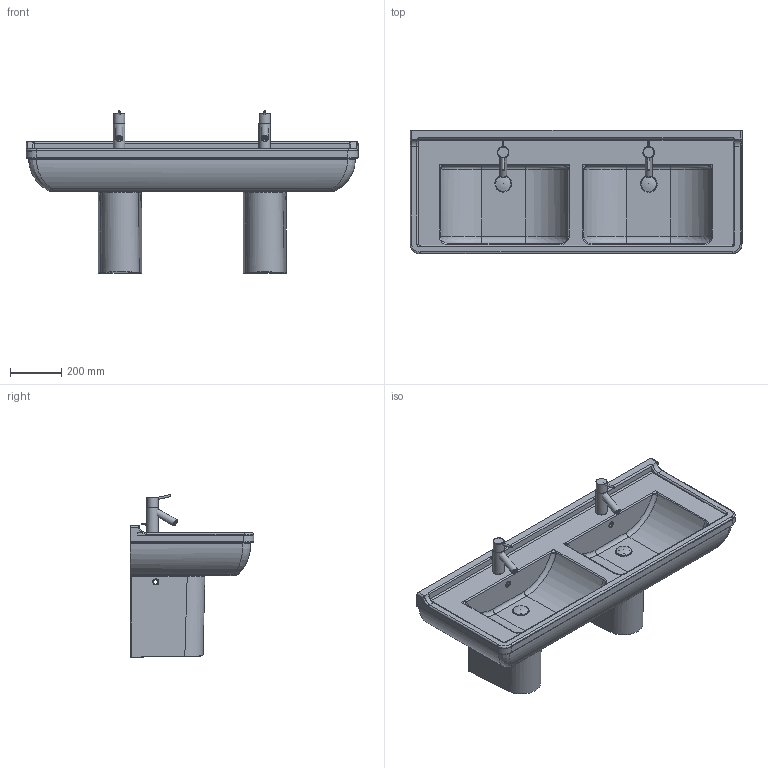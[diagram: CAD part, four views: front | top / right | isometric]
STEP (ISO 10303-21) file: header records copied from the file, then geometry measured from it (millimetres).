
FILE_DESCRIPTION((''),'2;1');
FILE_NAME('033213_086515.stp','2009-06-01T12:22:51',('Andreas'),(''),'Autodesk Inventor 2009','Autodesk Inventor 2009','');
FILE_SCHEMA(('AUTOMOTIVE_DESIGN { 1 0 10303 214 1 1 1 1 }'));
Length unit declared in the file: millimetre
Products named in the file (20): 033213_086515; 033213; Kelch; Stopfen; Baterie_Starck3; hebel1_STARCK3; Griff_2Starck3; Hebel3kurz; Halterstarck3; Neoperl_Starck3; Baterie_Starck3_CPY; hebel1_STARCK3_CPY; Griff_2Starck3_CPY; Hebel3kurz_CPY; Halterstarck3_CPY; Neoperl_Starck3_CPY; Kelch_CPY; Stopfen_CPY; 086515
Assembly tree (20 placements, depth 3):
  033213_086515
    033213
    Kelch
    Stopfen
    Baterie_Starck3
      hebel1_STARCK3
      Griff_2Starck3
      Hebel3kurz
      Halterstarck3
      Neoperl_Starck3
    Baterie_Starck3_CPY
      hebel1_STARCK3_CPY
      Griff_2Starck3_CPY
      Hebel3kurz_CPY
      Halterstarck3_CPY
      Neoperl_Starck3_CPY
    Kelch_CPY
    Stopfen_CPY
    086515  x2
      086515
Bounding box: 1300.21 x 485 x 636.37 mm (x, y, z)
Volume: 55569391.8 mm3; surface area: 3526913.8 mm2
Topology: 17 solids, 17 shells, 390 faces, 920 edges, 555 vertices
Faces by surface type: cylinder 138, plane 125, bspline 70, torus 41, sphere 10, cone 6
Full cylindrical faces by diameter (mm): 8 x2, 9.368 x2, 15 x4, 16 x2, 18 x4, 20 x4, 28 x2, 35 x2, 42 x2, 44 x4, 45 x2, 52 x2, 60 x2, 75 x2
Entity records: 18131 total; most frequent: CARTESIAN_POINT 9870, DIRECTION 1654, ORIENTED_EDGE 1510, EDGE_CURVE 755, AXIS2_PLACEMENT_3D 679, VERTEX_POINT 494, EDGE_LOOP 460, FACE_OUTER_BOUND 360
